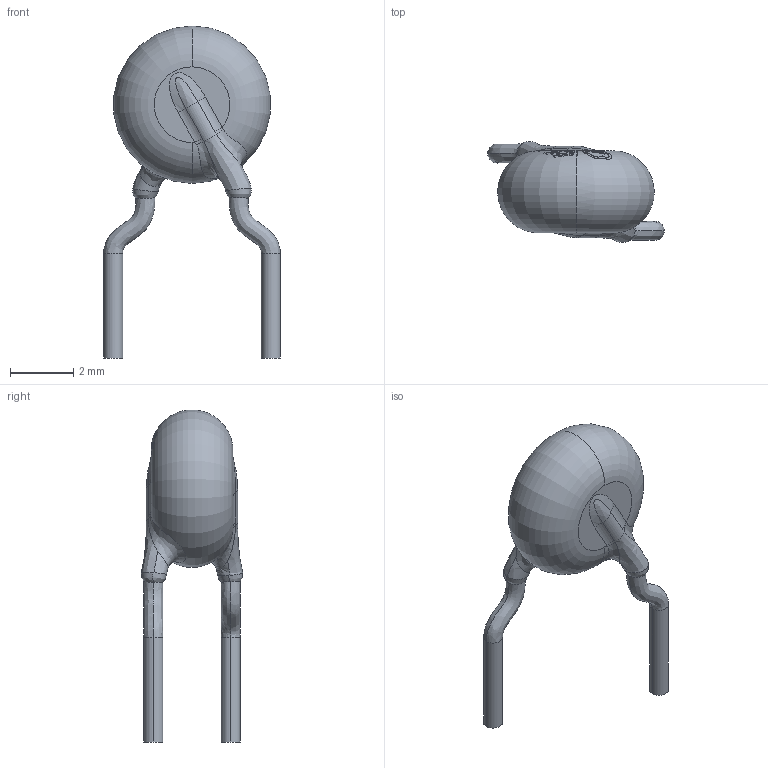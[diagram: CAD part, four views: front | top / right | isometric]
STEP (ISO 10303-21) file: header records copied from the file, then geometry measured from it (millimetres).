
FILE_DESCRIPTION (( 'STEP AP214' ), '1' );
FILE_NAME ('CAP-TH_L5.0-W3.0-P5.00-D0.6-S2.45.step', '2022-07-01T08:53:59', ( '' ), ( '' ), 'SwSTEP 2.0', 'SolidWorks 2020', '' );
FILE_SCHEMA (( 'AUTOMOTIVE_DESIGN' ));
Length unit declared in the file: millimetre
Products named in the file (1): CAP-TH_L5.0-W3.0-P5.00-D0.6-S2.45
Bounding box: 5.6 x 3.21 x 10.53 mm (x, y, z)
Volume: 46.1 mm3; surface area: 88 mm2
Topology: 1 solids, 1 shells, 268 faces, 733 edges, 484 vertices
Faces by surface type: bspline 120, plane 111, torus 27, cylinder 10
Entity records: 15303 total; most frequent: CARTESIAN_POINT 6820, ORIENTED_EDGE 1466, EDGE_CURVE 733, DIRECTION 595, VERTEX_POINT 484, B_SPLINE_CURVE_WITH_KNOTS 472, EDGE_LOOP 285, UNCERTAINTY_MEASURE_WITH_UNIT 271
